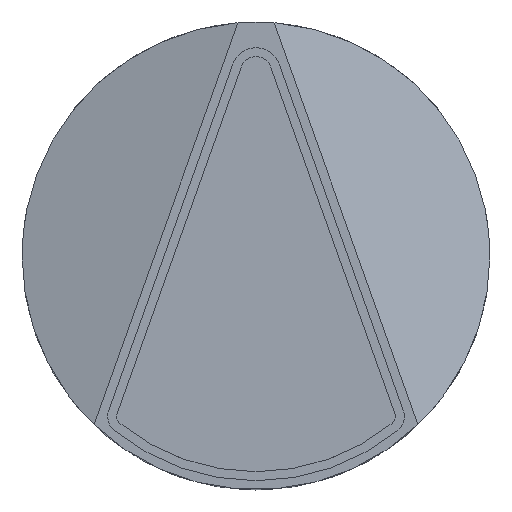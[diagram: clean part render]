
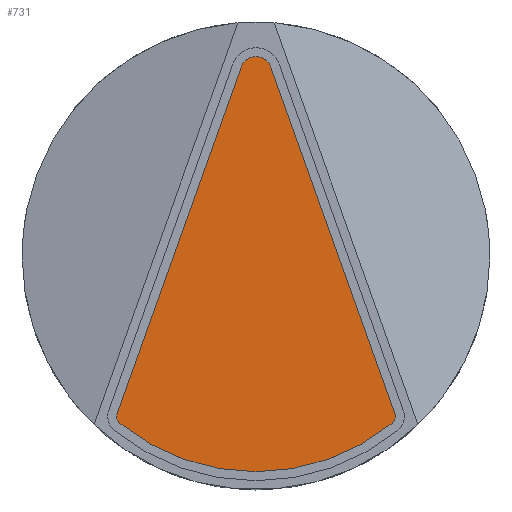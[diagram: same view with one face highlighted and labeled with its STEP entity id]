
A CAD part, top view. The second image highlights one B-rep face of the part: STEP entity #731.
In plain terms, the highlighted planar face has unit normal (0, 0, 1).
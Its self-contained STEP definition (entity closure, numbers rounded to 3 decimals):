
#97 = DIRECTION ( 'NONE',  ( 1., 0., 0. ) ) ;
#140 = LINE ( 'NONE', #5791, #5467 ) ;
#224 = VERTEX_POINT ( 'NONE', #1856 ) ;
#344 = AXIS2_PLACEMENT_3D ( 'NONE', #457, #3119, #6269 ) ;
#387 = EDGE_LOOP ( 'NONE', ( #1833, #3352, #4732, #1797, #6390, #5198, #4462 ) ) ;
#457 = CARTESIAN_POINT ( 'NONE',  ( 14.491, -17.861, 18.8 ) ) ;
#500 = EDGE_CURVE ( 'NONE', #1771, #4076, #140, .T. ) ;
#690 = LINE ( 'NONE', #2158, #2543 ) ;
#731 = ADVANCED_FACE ( 'NONE', ( #3872 ), #3755, .T. ) ;
#805 = VERTEX_POINT ( 'NONE', #3349 ) ;
#986 = EDGE_CURVE ( 'NONE', #805, #4343, #6453, .T. ) ;
#1016 = EDGE_CURVE ( 'NONE', #4076, #805, #6523, .T. ) ;
#1082 = CARTESIAN_POINT ( 'NONE',  ( 1.648, 20.974, 18.8 ) ) ;
#1324 = AXIS2_PLACEMENT_3D ( 'NONE', #3853, #1785, #2829 ) ;
#1561 = VERTEX_POINT ( 'NONE', #5242 ) ;
#1610 = EDGE_CURVE ( 'NONE', #224, #6291, #690, .T. ) ;
#1698 = CIRCLE ( 'NONE', #3858, 1.75 ) ;
#1753 = DIRECTION ( 'NONE',  ( 0., 0., 1. ) ) ;
#1771 = VERTEX_POINT ( 'NONE', #5900 ) ;
#1785 = DIRECTION ( 'NONE',  ( 0., 0., 1. ) ) ;
#1797 = ORIENTED_EDGE ( 'NONE', *, *, #1016, .T. ) ;
#1815 = CARTESIAN_POINT ( 'NONE',  ( -14.491, -17.861, 18.8 ) ) ;
#1833 = ORIENTED_EDGE ( 'NONE', *, *, #1610, .T. ) ;
#1856 = CARTESIAN_POINT ( 'NONE',  ( 15.432, -17.524, 18.8 ) ) ;
#1904 = AXIS2_PLACEMENT_3D ( 'NONE', #4532, #3970, #3833 ) ;
#1915 = EDGE_CURVE ( 'NONE', #6291, #1771, #1698, .T. ) ;
#2158 = CARTESIAN_POINT ( 'NONE',  ( 15.432, -17.524, 18.8 ) ) ;
#2432 = EDGE_CURVE ( 'NONE', #1561, #224, #4737, .T. ) ;
#2535 = AXIS2_PLACEMENT_3D ( 'NONE', #4457, #1753, #6567 ) ;
#2543 = VECTOR ( 'NONE', #5861, 1000. ) ;
#2757 = DIRECTION ( 'NONE',  ( 0., 0., 1. ) ) ;
#2829 = DIRECTION ( 'NONE',  ( 1., 0., 0. ) ) ;
#3119 = DIRECTION ( 'NONE',  ( 0., 0., 1. ) ) ;
#3156 = DIRECTION ( 'NONE',  ( -0.337, -0.941, 0. ) ) ;
#3349 = CARTESIAN_POINT ( 'NONE',  ( -15.121, -18.637, 18.8 ) ) ;
#3352 = ORIENTED_EDGE ( 'NONE', *, *, #1915, .T. ) ;
#3755 = PLANE ( 'NONE',  #2535 ) ;
#3833 = DIRECTION ( 'NONE',  ( 1., 0., 0. ) ) ;
#3853 = CARTESIAN_POINT ( 'NONE',  ( 14.491, -17.861, 18.8 ) ) ;
#3858 = AXIS2_PLACEMENT_3D ( 'NONE', #4889, #4363, #97 ) ;
#3872 = FACE_OUTER_BOUND ( 'NONE', #387, .T. ) ;
#3950 = AXIS2_PLACEMENT_3D ( 'NONE', #1815, #2757, #5414 ) ;
#3970 = DIRECTION ( 'NONE',  ( 0., 0., 1. ) ) ;
#4076 = VERTEX_POINT ( 'NONE', #5009 ) ;
#4343 = VERTEX_POINT ( 'NONE', #5222 ) ;
#4363 = DIRECTION ( 'NONE',  ( 0., 0., 1. ) ) ;
#4457 = CARTESIAN_POINT ( 'NONE',  ( 0., 0., 18.8 ) ) ;
#4462 = ORIENTED_EDGE ( 'NONE', *, *, #2432, .T. ) ;
#4532 = CARTESIAN_POINT ( 'NONE',  ( 0., 0., 18.8 ) ) ;
#4732 = ORIENTED_EDGE ( 'NONE', *, *, #500, .T. ) ;
#4737 = CIRCLE ( 'NONE', #1324, 1. ) ;
#4889 = CARTESIAN_POINT ( 'NONE',  ( 0., 20.384, 18.8 ) ) ;
#5009 = CARTESIAN_POINT ( 'NONE',  ( -15.432, -17.524, 18.8 ) ) ;
#5198 = ORIENTED_EDGE ( 'NONE', *, *, #6692, .T. ) ;
#5222 = CARTESIAN_POINT ( 'NONE',  ( 15.121, -18.637, 18.8 ) ) ;
#5242 = CARTESIAN_POINT ( 'NONE',  ( 15.491, -17.861, 18.8 ) ) ;
#5414 = DIRECTION ( 'NONE',  ( -1., 0., 0. ) ) ;
#5467 = VECTOR ( 'NONE', #3156, 1000. ) ;
#5791 = CARTESIAN_POINT ( 'NONE',  ( -15.432, -17.524, 18.8 ) ) ;
#5861 = DIRECTION ( 'NONE',  ( -0.337, 0.941, 0. ) ) ;
#5900 = CARTESIAN_POINT ( 'NONE',  ( -1.648, 20.974, 18.8 ) ) ;
#6167 = CIRCLE ( 'NONE', #344, 1. ) ;
#6269 = DIRECTION ( 'NONE',  ( 1., 0., 0. ) ) ;
#6291 = VERTEX_POINT ( 'NONE', #1082 ) ;
#6390 = ORIENTED_EDGE ( 'NONE', *, *, #986, .T. ) ;
#6453 = CIRCLE ( 'NONE', #1904, 24. ) ;
#6523 = CIRCLE ( 'NONE', #3950, 1. ) ;
#6567 = DIRECTION ( 'NONE',  ( 1., 0., 0. ) ) ;
#6692 = EDGE_CURVE ( 'NONE', #4343, #1561, #6167, .T. ) ;
